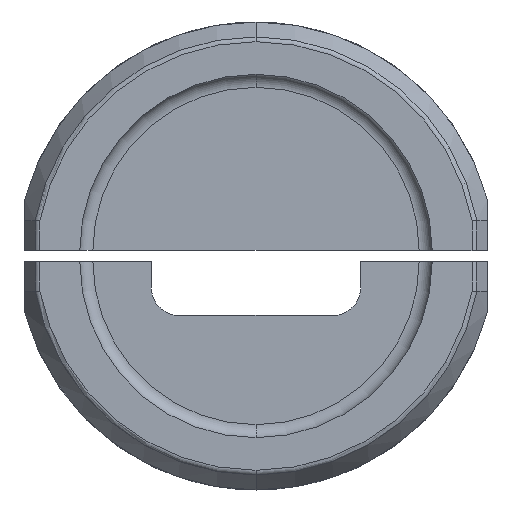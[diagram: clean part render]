
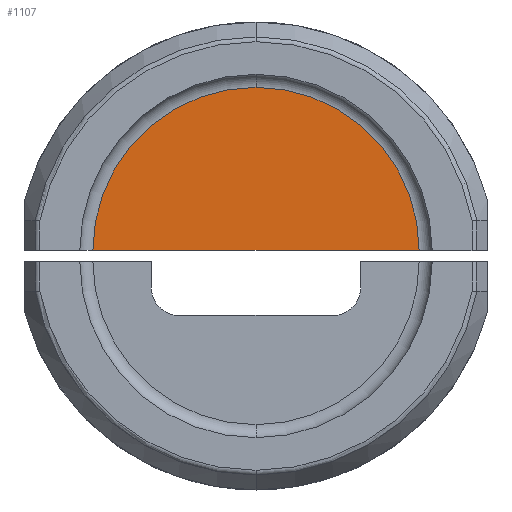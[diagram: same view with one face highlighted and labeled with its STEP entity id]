
A CAD part, front view. The second image highlights one B-rep face of the part: STEP entity #1107.
In plain terms, the highlighted planar face has unit normal (0, -1, 0).
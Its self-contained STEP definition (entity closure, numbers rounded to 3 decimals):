
#694 = DIRECTION ( 'NONE',  ( 1., 0., 0. ) ) ;
#942 = ORIENTED_EDGE ( 'NONE', *, *, #8793, .T. ) ;
#1035 = PLANE ( 'NONE',  #4551 ) ;
#1107 = ADVANCED_FACE ( 'NONE', ( #7210 ), #1035, .T. ) ;
#1249 = EDGE_CURVE ( 'NONE', #8345, #10447, #8843, .T. ) ;
#2034 = CARTESIAN_POINT ( 'NONE',  ( 0., 1., 14.817 ) ) ;
#2048 = CARTESIAN_POINT ( 'NONE',  ( 0., 1., 0. ) ) ;
#3148 = DIRECTION ( 'NONE',  ( 0., -1., 0. ) ) ;
#4551 = AXIS2_PLACEMENT_3D ( 'NONE', #2048, #7450, #7528 ) ;
#5028 = EDGE_CURVE ( 'NONE', #10447, #10427, #9972, .T. ) ;
#6498 = DIRECTION ( 'NONE',  ( 0., 0., -1. ) ) ;
#7069 = CIRCLE ( 'NONE', #9663, 14.817 ) ;
#7210 = FACE_OUTER_BOUND ( 'NONE', #12199, .T. ) ;
#7450 = DIRECTION ( 'NONE',  ( 0., -1., 0. ) ) ;
#7528 = DIRECTION ( 'NONE',  ( 0., 0., -1. ) ) ;
#8345 = VERTEX_POINT ( 'NONE', #2034 ) ;
#8641 = AXIS2_PLACEMENT_3D ( 'NONE', #11617, #9593, #6498 ) ;
#8739 = ORIENTED_EDGE ( 'NONE', *, *, #1249, .T. ) ;
#8793 = EDGE_CURVE ( 'NONE', #10427, #8345, #7069, .T. ) ;
#8843 = CIRCLE ( 'NONE', #8641, 14.817 ) ;
#9072 = CARTESIAN_POINT ( 'NONE',  ( -14.817, 1., 0. ) ) ;
#9462 = DIRECTION ( 'NONE',  ( 0., 0., -1. ) ) ;
#9593 = DIRECTION ( 'NONE',  ( 0., -1., 0. ) ) ;
#9663 = AXIS2_PLACEMENT_3D ( 'NONE', #10344, #3148, #9462 ) ;
#9839 = CARTESIAN_POINT ( 'NONE',  ( 16., 1., 0. ) ) ;
#9972 = LINE ( 'NONE', #9839, #11593 ) ;
#10076 = CARTESIAN_POINT ( 'NONE',  ( 14.817, 1., 0. ) ) ;
#10344 = CARTESIAN_POINT ( 'NONE',  ( 0., 1., 0. ) ) ;
#10427 = VERTEX_POINT ( 'NONE', #10076 ) ;
#10447 = VERTEX_POINT ( 'NONE', #9072 ) ;
#11593 = VECTOR ( 'NONE', #694, 1000. ) ;
#11617 = CARTESIAN_POINT ( 'NONE',  ( 0., 1., 0. ) ) ;
#12045 = ORIENTED_EDGE ( 'NONE', *, *, #5028, .T. ) ;
#12199 = EDGE_LOOP ( 'NONE', ( #12045, #942, #8739 ) ) ;
